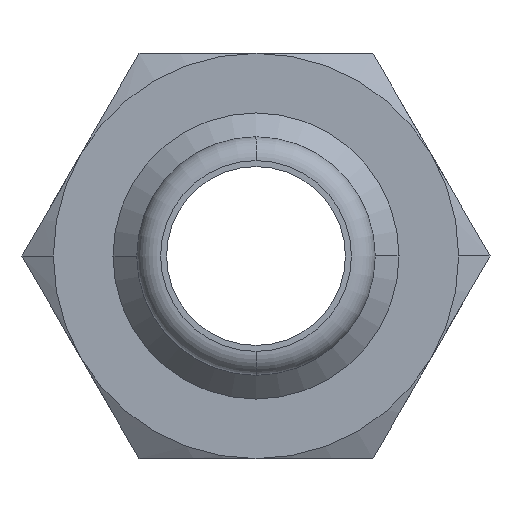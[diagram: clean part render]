
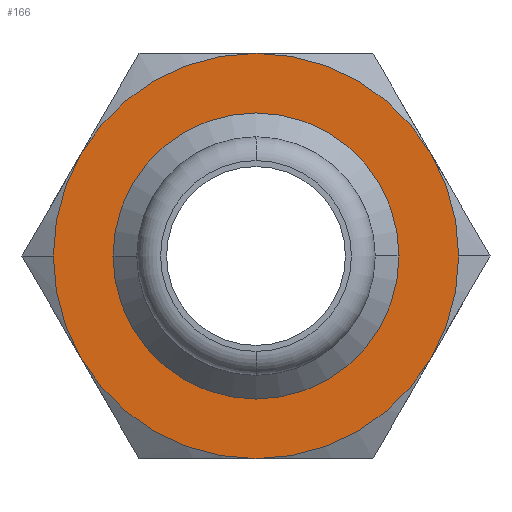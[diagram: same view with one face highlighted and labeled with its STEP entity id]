
A CAD part, front view. The second image highlights one B-rep face of the part: STEP entity #166.
In plain terms, the highlighted planar face has unit normal (0, -1, 0).
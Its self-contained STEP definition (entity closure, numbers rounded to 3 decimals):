
#166=ADVANCED_FACE('',(#329,#330),#331,.T.);
#329=FACE_OUTER_BOUND('',#484,.T.);
#330=FACE_BOUND('',#485,.T.);
#331=PLANE('',#486);
#484=EDGE_LOOP('',(#873,#874,#875,#876,#877,#878,#879,#880));
#485=EDGE_LOOP('',(#881,#882));
#486=AXIS2_PLACEMENT_3D('',#883,#884,#885);
#873=ORIENTED_EDGE('',*,*,#944,.F.);
#874=ORIENTED_EDGE('',*,*,#973,.F.);
#875=ORIENTED_EDGE('',*,*,#994,.F.);
#876=ORIENTED_EDGE('',*,*,#906,.F.);
#877=ORIENTED_EDGE('',*,*,#938,.F.);
#878=ORIENTED_EDGE('',*,*,#941,.F.);
#879=ORIENTED_EDGE('',*,*,#1010,.F.);
#880=ORIENTED_EDGE('',*,*,#919,.F.);
#881=ORIENTED_EDGE('',*,*,#1028,.F.);
#882=ORIENTED_EDGE('',*,*,#1025,.F.);
#883=CARTESIAN_POINT('',(4.25,20.0,0.0));
#884=DIRECTION('',(-0.0,-1.0,-0.0));
#885=DIRECTION('',(-1.0,0.0,0.0));
#906=EDGE_CURVE('',#1070,#1072,#1073,.T.);
#919=EDGE_CURVE('',#1090,#1093,#1094,.T.);
#938=EDGE_CURVE('',#1039,#1070,#1123,.T.);
#941=EDGE_CURVE('',#1125,#1039,#1127,.T.);
#944=EDGE_CURVE('',#1129,#1090,#1131,.T.);
#973=EDGE_CURVE('',#1169,#1129,#1171,.T.);
#994=EDGE_CURVE('',#1072,#1169,#1198,.T.);
#1010=EDGE_CURVE('',#1093,#1125,#1218,.T.);
#1025=EDGE_CURVE('',#1232,#1234,#1235,.T.);
#1028=EDGE_CURVE('',#1234,#1232,#1238,.T.);
#1039=VERTEX_POINT('',#1249);
#1070=VERTEX_POINT('',#1328);
#1072=VERTEX_POINT('',#1331);
#1073=CIRCLE('',#1332,8.5);
#1090=VERTEX_POINT('',#1362);
#1093=VERTEX_POINT('',#1366);
#1094=CIRCLE('',#1367,8.5);
#1123=CIRCLE('',#1430,8.5);
#1125=VERTEX_POINT('',#1432);
#1127=CIRCLE('',#1445,8.5);
#1129=VERTEX_POINT('',#1447);
#1131=CIRCLE('',#1460,8.5);
#1169=VERTEX_POINT('',#1572);
#1171=CIRCLE('',#1585,8.5);
#1198=CIRCLE('',#1671,8.5);
#1218=CIRCLE('',#1717,8.5);
#1232=VERTEX_POINT('',#1734);
#1234=VERTEX_POINT('',#1737);
#1235=CIRCLE('',#1738,6.0);
#1238=CIRCLE('',#1742,6.0);
#1249=CARTESIAN_POINT('',(-7.361,20.0,-4.25));
#1328=CARTESIAN_POINT('',(-8.5,20.0,0.));
#1331=CARTESIAN_POINT('',(-7.361,20.0,4.25));
#1332=AXIS2_PLACEMENT_3D('',#1777,#1778,#1779);
#1362=CARTESIAN_POINT('',(8.5,20.0,0.));
#1366=CARTESIAN_POINT('',(7.361,20.0,-4.25));
#1367=AXIS2_PLACEMENT_3D('',#1798,#1799,#1800);
#1430=AXIS2_PLACEMENT_3D('',#1832,#1833,#1834);
#1432=CARTESIAN_POINT('',(0.0,20.0,-8.5));
#1445=AXIS2_PLACEMENT_3D('',#1835,#1836,#1837);
#1447=CARTESIAN_POINT('',(7.361,20.0,4.25));
#1460=AXIS2_PLACEMENT_3D('',#1838,#1839,#1840);
#1572=CARTESIAN_POINT('',(0.,20.0,8.5));
#1585=AXIS2_PLACEMENT_3D('',#1861,#1862,#1863);
#1671=AXIS2_PLACEMENT_3D('',#1883,#1884,#1885);
#1717=AXIS2_PLACEMENT_3D('',#1902,#1903,#1904);
#1734=CARTESIAN_POINT('',(6.0,20.0,0.));
#1737=CARTESIAN_POINT('',(-6.0,20.0,0.));
#1738=AXIS2_PLACEMENT_3D('',#1918,#1919,#1920);
#1742=AXIS2_PLACEMENT_3D('',#1922,#1923,#1924);
#1777=CARTESIAN_POINT('',(0.0,20.0,0.0));
#1778=DIRECTION('',(-0.0,1.0,0.0));
#1779=DIRECTION('',(1.0,0.0,0.0));
#1798=CARTESIAN_POINT('',(0.0,20.0,0.0));
#1799=DIRECTION('',(-0.0,1.0,0.0));
#1800=DIRECTION('',(1.0,0.0,0.0));
#1832=CARTESIAN_POINT('',(0.0,20.0,0.0));
#1833=DIRECTION('',(-0.0,1.0,0.0));
#1834=DIRECTION('',(1.0,0.0,0.0));
#1835=CARTESIAN_POINT('',(0.0,20.0,0.0));
#1836=DIRECTION('',(-0.0,1.0,0.0));
#1837=DIRECTION('',(1.0,0.0,0.0));
#1838=CARTESIAN_POINT('',(0.0,20.0,0.0));
#1839=DIRECTION('',(-0.0,1.0,0.0));
#1840=DIRECTION('',(1.0,0.0,0.0));
#1861=CARTESIAN_POINT('',(0.0,20.0,0.0));
#1862=DIRECTION('',(-0.0,1.0,0.0));
#1863=DIRECTION('',(1.0,0.0,0.0));
#1883=CARTESIAN_POINT('',(0.0,20.0,0.0));
#1884=DIRECTION('',(-0.0,1.0,0.0));
#1885=DIRECTION('',(1.0,0.0,0.0));
#1902=CARTESIAN_POINT('',(0.0,20.0,0.0));
#1903=DIRECTION('',(-0.0,1.0,0.0));
#1904=DIRECTION('',(1.0,0.0,0.0));
#1918=CARTESIAN_POINT('',(0.0,20.0,0.0));
#1919=DIRECTION('',(0.0,-1.0,0.0));
#1920=DIRECTION('',(1.0,0.0,0.0));
#1922=CARTESIAN_POINT('',(0.0,20.0,0.0));
#1923=DIRECTION('',(0.0,-1.0,0.0));
#1924=DIRECTION('',(1.0,0.0,0.0));
